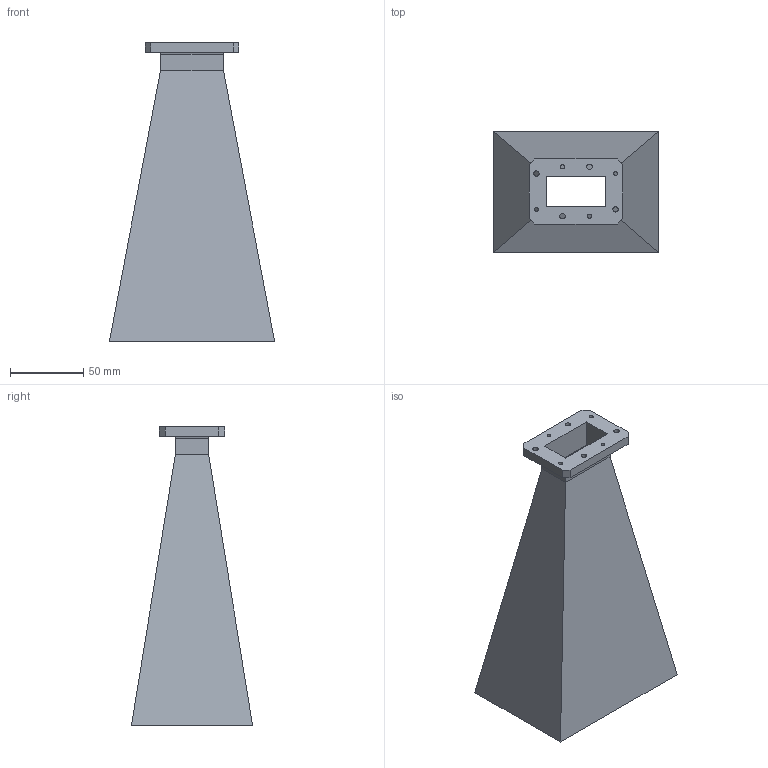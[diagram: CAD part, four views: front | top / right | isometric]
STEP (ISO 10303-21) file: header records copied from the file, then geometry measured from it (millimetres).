
FILE_DESCRIPTION (( 'STEP AP203' ), '1' );
FILE_NAME ('PE9860-15.step', '2019-09-04T14:31:57', ( '' ), ( '' ), 'SwSTEP 2.0', 'SolidWorks 2018', '' );
FILE_SCHEMA (( 'CONFIG_CONTROL_DESIGN' ));
Length unit declared in the file: inch
Products named in the file (1): PE9860-15
Bounding box: 112.52 x 82.55 x 203.2 mm (x, y, z)
Volume: 74863.8 mm3; surface area: 105381.6 mm2
Topology: 1 solids, 1 shells, 51 faces, 132 edges, 80 vertices
Faces by surface type: plane 27, cylinder 20, torus 4
Entity records: 1637 total; most frequent: DIRECTION 272, CARTESIAN_POINT 272, ORIENTED_EDGE 256, EDGE_CURVE 128, AXIS2_PLACEMENT_3D 96, VERTEX_POINT 80, LINE 80, VECTOR 80
